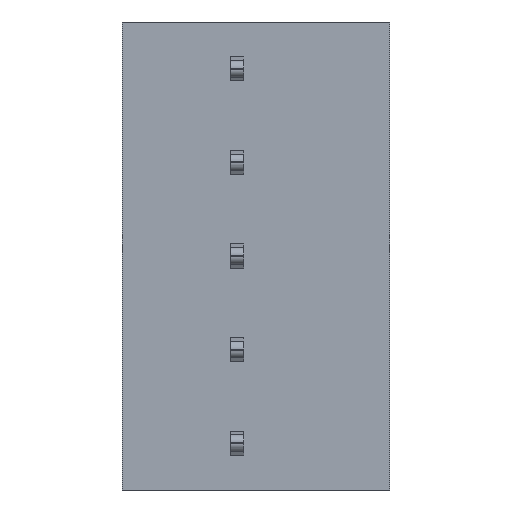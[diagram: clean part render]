
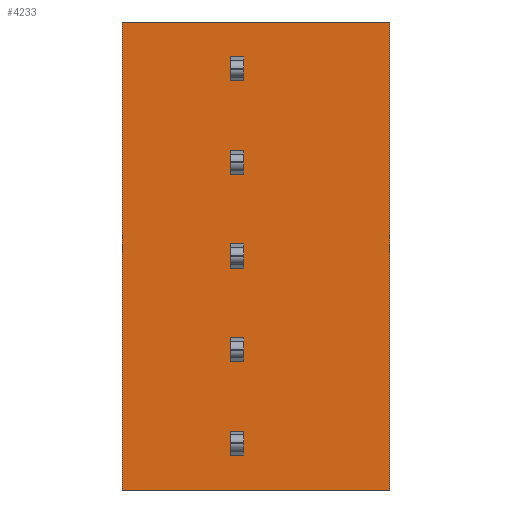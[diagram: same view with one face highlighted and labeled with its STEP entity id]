
A CAD part, front view. The second image highlights one B-rep face of the part: STEP entity #4233.
In plain terms, the highlighted planar face has unit normal (0, -1, 0).
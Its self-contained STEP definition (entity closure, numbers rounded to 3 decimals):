
#30=DIRECTION('',(1.,0.,0.));
#31=VECTOR('',#30,10.);
#32=CARTESIAN_POINT('',(-5.,-4.75,-15.75));
#33=LINE('',#32,#31);
#107=DIRECTION('',(0.,0.,1.));
#108=VECTOR('',#107,17.5);
#109=CARTESIAN_POINT('',(5.,-4.75,-15.75));
#110=LINE('',#109,#108);
#191=DIRECTION('',(0.,0.,1.));
#192=VECTOR('',#191,17.5);
#193=CARTESIAN_POINT('',(-5.,-4.75,-15.75));
#194=LINE('',#193,#192);
#195=DIRECTION('',(0.,0.,1.));
#196=VECTOR('',#195,0.9);
#197=CARTESIAN_POINT('',(-0.45,-4.75,-0.45));
#198=LINE('',#197,#196);
#199=DIRECTION('',(-1.,0.,0.));
#200=VECTOR('',#199,0.5);
#201=CARTESIAN_POINT('',(-0.45,-4.75,0.45));
#202=LINE('',#201,#200);
#203=DIRECTION('',(0.,0.,1.));
#204=VECTOR('',#203,0.9);
#205=CARTESIAN_POINT('',(-0.95,-4.75,-0.45));
#206=LINE('',#205,#204);
#207=DIRECTION('',(-1.,0.,0.));
#208=VECTOR('',#207,0.5);
#209=CARTESIAN_POINT('',(-0.45,-4.75,-0.45));
#210=LINE('',#209,#208);
#211=DIRECTION('',(0.,0.,1.));
#212=VECTOR('',#211,0.9);
#213=CARTESIAN_POINT('',(-0.45,-4.75,-3.95));
#214=LINE('',#213,#212);
#215=DIRECTION('',(-1.,0.,0.));
#216=VECTOR('',#215,0.5);
#217=CARTESIAN_POINT('',(-0.45,-4.75,-3.05));
#218=LINE('',#217,#216);
#219=DIRECTION('',(0.,0.,1.));
#220=VECTOR('',#219,0.9);
#221=CARTESIAN_POINT('',(-0.95,-4.75,-3.95));
#222=LINE('',#221,#220);
#223=DIRECTION('',(-1.,0.,0.));
#224=VECTOR('',#223,0.5);
#225=CARTESIAN_POINT('',(-0.45,-4.75,-3.95));
#226=LINE('',#225,#224);
#227=DIRECTION('',(0.,0.,1.));
#228=VECTOR('',#227,0.9);
#229=CARTESIAN_POINT('',(-0.45,-4.75,-7.45));
#230=LINE('',#229,#228);
#231=DIRECTION('',(-1.,0.,0.));
#232=VECTOR('',#231,0.5);
#233=CARTESIAN_POINT('',(-0.45,-4.75,-6.55));
#234=LINE('',#233,#232);
#235=DIRECTION('',(0.,0.,1.));
#236=VECTOR('',#235,0.9);
#237=CARTESIAN_POINT('',(-0.95,-4.75,-7.45));
#238=LINE('',#237,#236);
#239=DIRECTION('',(-1.,0.,0.));
#240=VECTOR('',#239,0.5);
#241=CARTESIAN_POINT('',(-0.45,-4.75,-7.45));
#242=LINE('',#241,#240);
#243=DIRECTION('',(0.,0.,1.));
#244=VECTOR('',#243,0.9);
#245=CARTESIAN_POINT('',(-0.45,-4.75,-10.95));
#246=LINE('',#245,#244);
#247=DIRECTION('',(-1.,0.,0.));
#248=VECTOR('',#247,0.5);
#249=CARTESIAN_POINT('',(-0.45,-4.75,-10.05));
#250=LINE('',#249,#248);
#251=DIRECTION('',(0.,0.,1.));
#252=VECTOR('',#251,0.9);
#253=CARTESIAN_POINT('',(-0.95,-4.75,-10.95));
#254=LINE('',#253,#252);
#255=DIRECTION('',(-1.,0.,0.));
#256=VECTOR('',#255,0.5);
#257=CARTESIAN_POINT('',(-0.45,-4.75,-10.95));
#258=LINE('',#257,#256);
#259=DIRECTION('',(0.,0.,1.));
#260=VECTOR('',#259,0.9);
#261=CARTESIAN_POINT('',(-0.45,-4.75,-14.45));
#262=LINE('',#261,#260);
#263=DIRECTION('',(-1.,0.,0.));
#264=VECTOR('',#263,0.5);
#265=CARTESIAN_POINT('',(-0.45,-4.75,-13.55));
#266=LINE('',#265,#264);
#267=DIRECTION('',(0.,0.,1.));
#268=VECTOR('',#267,0.9);
#269=CARTESIAN_POINT('',(-0.95,-4.75,-14.45));
#270=LINE('',#269,#268);
#271=DIRECTION('',(-1.,0.,0.));
#272=VECTOR('',#271,0.5);
#273=CARTESIAN_POINT('',(-0.45,-4.75,-14.45));
#274=LINE('',#273,#272);
#438=DIRECTION('',(1.,0.,0.));
#439=VECTOR('',#438,10.);
#440=CARTESIAN_POINT('',(-5.,-4.75,1.75));
#441=LINE('',#440,#439);
#3053=CARTESIAN_POINT('',(-5.,-4.75,-15.75));
#3054=VERTEX_POINT('',#3053);
#3055=CARTESIAN_POINT('',(5.,-4.75,-15.75));
#3056=VERTEX_POINT('',#3055);
#3071=CARTESIAN_POINT('',(-5.,-4.75,1.75));
#3072=VERTEX_POINT('',#3071);
#3073=CARTESIAN_POINT('',(5.,-4.75,1.75));
#3074=VERTEX_POINT('',#3073);
#3185=CARTESIAN_POINT('',(-0.45,-4.75,-0.45));
#3186=CARTESIAN_POINT('',(-0.45,-4.75,0.45));
#3187=VERTEX_POINT('',#3185);
#3188=VERTEX_POINT('',#3186);
#3189=CARTESIAN_POINT('',(-0.95,-4.75,-0.45));
#3190=CARTESIAN_POINT('',(-0.95,-4.75,0.45));
#3191=VERTEX_POINT('',#3189);
#3192=VERTEX_POINT('',#3190);
#3217=CARTESIAN_POINT('',(-0.45,-4.75,-3.95));
#3218=CARTESIAN_POINT('',(-0.45,-4.75,-3.05));
#3219=VERTEX_POINT('',#3217);
#3220=VERTEX_POINT('',#3218);
#3221=CARTESIAN_POINT('',(-0.95,-4.75,-3.95));
#3222=CARTESIAN_POINT('',(-0.95,-4.75,-3.05));
#3223=VERTEX_POINT('',#3221);
#3224=VERTEX_POINT('',#3222);
#3503=CARTESIAN_POINT('',(-0.45,-4.75,-7.45));
#3504=CARTESIAN_POINT('',(-0.45,-4.75,-6.55));
#3505=VERTEX_POINT('',#3503);
#3506=VERTEX_POINT('',#3504);
#3507=CARTESIAN_POINT('',(-0.95,-4.75,-7.45));
#3508=CARTESIAN_POINT('',(-0.95,-4.75,-6.55));
#3509=VERTEX_POINT('',#3507);
#3510=VERTEX_POINT('',#3508);
#3681=CARTESIAN_POINT('',(-0.45,-4.75,-10.95));
#3682=CARTESIAN_POINT('',(-0.45,-4.75,-10.05));
#3683=VERTEX_POINT('',#3681);
#3684=VERTEX_POINT('',#3682);
#3685=CARTESIAN_POINT('',(-0.95,-4.75,-10.95));
#3686=CARTESIAN_POINT('',(-0.95,-4.75,-10.05));
#3687=VERTEX_POINT('',#3685);
#3688=VERTEX_POINT('',#3686);
#3859=CARTESIAN_POINT('',(-0.45,-4.75,-14.45));
#3860=CARTESIAN_POINT('',(-0.45,-4.75,-13.55));
#3861=VERTEX_POINT('',#3859);
#3862=VERTEX_POINT('',#3860);
#3863=CARTESIAN_POINT('',(-0.95,-4.75,-14.45));
#3864=CARTESIAN_POINT('',(-0.95,-4.75,-13.55));
#3865=VERTEX_POINT('',#3863);
#3866=VERTEX_POINT('',#3864);
#4170=CARTESIAN_POINT('',(-5.,-4.75,-15.75));
#4171=DIRECTION('',(0.,-1.,0.));
#4172=DIRECTION('',(1.,0.,0.));
#4173=AXIS2_PLACEMENT_3D('',#4170,#4171,#4172);
#4174=PLANE('',#4173);
#4175=ORIENTED_EDGE('',*,*,#3986,.F.);
#4177=ORIENTED_EDGE('',*,*,#4176,.T.);
#4179=ORIENTED_EDGE('',*,*,#4178,.T.);
#4180=ORIENTED_EDGE('',*,*,#4112,.F.);
#4181=EDGE_LOOP('',(#4175,#4177,#4179,#4180));
#4182=FACE_OUTER_BOUND('',#4181,.F.);
#4184=ORIENTED_EDGE('',*,*,#4183,.T.);
#4186=ORIENTED_EDGE('',*,*,#4185,.T.);
#4188=ORIENTED_EDGE('',*,*,#4187,.F.);
#4190=ORIENTED_EDGE('',*,*,#4189,.F.);
#4191=EDGE_LOOP('',(#4184,#4186,#4188,#4190));
#4192=FACE_BOUND('',#4191,.F.);
#4194=ORIENTED_EDGE('',*,*,#4193,.T.);
#4196=ORIENTED_EDGE('',*,*,#4195,.T.);
#4198=ORIENTED_EDGE('',*,*,#4197,.F.);
#4200=ORIENTED_EDGE('',*,*,#4199,.F.);
#4201=EDGE_LOOP('',(#4194,#4196,#4198,#4200));
#4202=FACE_BOUND('',#4201,.F.);
#4204=ORIENTED_EDGE('',*,*,#4203,.T.);
#4206=ORIENTED_EDGE('',*,*,#4205,.T.);
#4208=ORIENTED_EDGE('',*,*,#4207,.F.);
#4210=ORIENTED_EDGE('',*,*,#4209,.F.);
#4211=EDGE_LOOP('',(#4204,#4206,#4208,#4210));
#4212=FACE_BOUND('',#4211,.F.);
#4214=ORIENTED_EDGE('',*,*,#4213,.T.);
#4216=ORIENTED_EDGE('',*,*,#4215,.T.);
#4218=ORIENTED_EDGE('',*,*,#4217,.F.);
#4220=ORIENTED_EDGE('',*,*,#4219,.F.);
#4221=EDGE_LOOP('',(#4214,#4216,#4218,#4220));
#4222=FACE_BOUND('',#4221,.F.);
#4224=ORIENTED_EDGE('',*,*,#4223,.T.);
#4226=ORIENTED_EDGE('',*,*,#4225,.T.);
#4228=ORIENTED_EDGE('',*,*,#4227,.F.);
#4230=ORIENTED_EDGE('',*,*,#4229,.F.);
#4231=EDGE_LOOP('',(#4224,#4226,#4228,#4230));
#4232=FACE_BOUND('',#4231,.F.);
#3986=EDGE_CURVE('',#3054,#3056,#33,.T.);
#4112=EDGE_CURVE('',#3056,#3074,#110,.T.);
#4176=EDGE_CURVE('',#3054,#3072,#194,.T.);
#4178=EDGE_CURVE('',#3072,#3074,#441,.T.);
#4183=EDGE_CURVE('',#3187,#3188,#198,.T.);
#4185=EDGE_CURVE('',#3188,#3192,#202,.T.);
#4187=EDGE_CURVE('',#3191,#3192,#206,.T.);
#4189=EDGE_CURVE('',#3187,#3191,#210,.T.);
#4193=EDGE_CURVE('',#3219,#3220,#214,.T.);
#4195=EDGE_CURVE('',#3220,#3224,#218,.T.);
#4197=EDGE_CURVE('',#3223,#3224,#222,.T.);
#4199=EDGE_CURVE('',#3219,#3223,#226,.T.);
#4203=EDGE_CURVE('',#3505,#3506,#230,.T.);
#4205=EDGE_CURVE('',#3506,#3510,#234,.T.);
#4207=EDGE_CURVE('',#3509,#3510,#238,.T.);
#4209=EDGE_CURVE('',#3505,#3509,#242,.T.);
#4213=EDGE_CURVE('',#3683,#3684,#246,.T.);
#4215=EDGE_CURVE('',#3684,#3688,#250,.T.);
#4217=EDGE_CURVE('',#3687,#3688,#254,.T.);
#4219=EDGE_CURVE('',#3683,#3687,#258,.T.);
#4223=EDGE_CURVE('',#3861,#3862,#262,.T.);
#4225=EDGE_CURVE('',#3862,#3866,#266,.T.);
#4227=EDGE_CURVE('',#3865,#3866,#270,.T.);
#4229=EDGE_CURVE('',#3861,#3865,#274,.T.);
#4233=ADVANCED_FACE('',(#4182,#4192,#4202,#4212,#4222,#4232),#4174,.T.);
